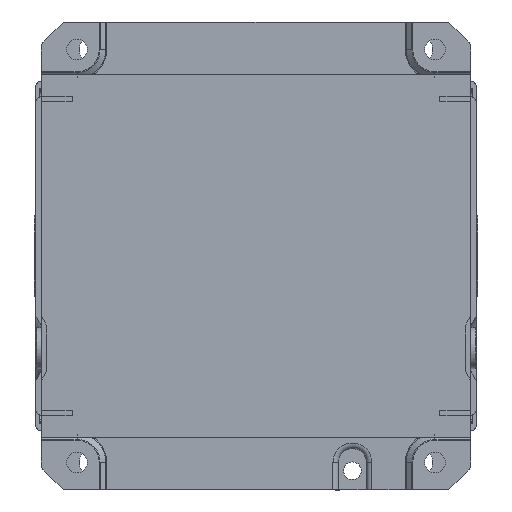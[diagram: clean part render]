
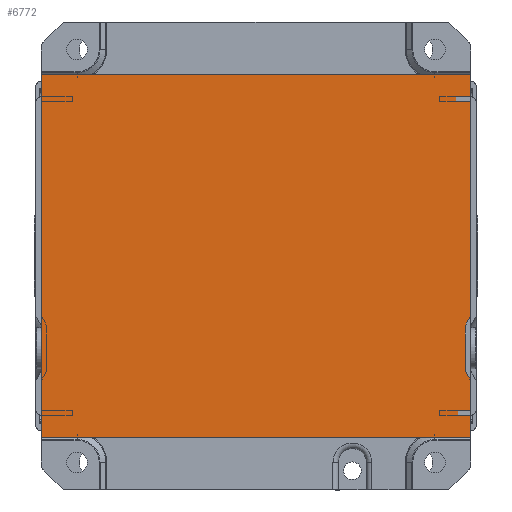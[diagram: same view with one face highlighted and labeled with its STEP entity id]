
A CAD part, front view. The second image highlights one B-rep face of the part: STEP entity #6772.
In plain terms, the highlighted planar face has unit normal (0, -1, 0).
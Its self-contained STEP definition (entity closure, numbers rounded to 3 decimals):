
#1546=PLANE('',#24034);
#2173=LINE('',#34292,#4509);
#2174=LINE('',#34295,#4510);
#2175=LINE('',#34297,#4511);
#2176=LINE('',#34299,#4512);
#4509=VECTOR('',#26975,1.);
#4510=VECTOR('',#26976,1.);
#4511=VECTOR('',#26977,1.);
#4512=VECTOR('',#26978,1.);
#6772=ADVANCED_FACE('',(#7737),#1546,.T.);
#7737=FACE_OUTER_BOUND('',#8591,.T.);
#8591=EDGE_LOOP('',(#10502,#10503,#10504,#10505));
#10502=ORIENTED_EDGE('',*,*,#19034,.T.);
#10503=ORIENTED_EDGE('',*,*,#19035,.T.);
#10504=ORIENTED_EDGE('',*,*,#19036,.T.);
#10505=ORIENTED_EDGE('',*,*,#19037,.T.);
#15865=VERTEX_POINT('',#34293);
#15866=VERTEX_POINT('',#34294);
#15867=VERTEX_POINT('',#34296);
#15868=VERTEX_POINT('',#34298);
#19034=EDGE_CURVE('',#15865,#15866,#2173,.T.);
#19035=EDGE_CURVE('',#15866,#15867,#2174,.T.);
#19036=EDGE_CURVE('',#15867,#15868,#2175,.T.);
#19037=EDGE_CURVE('',#15868,#15865,#2176,.T.);
#24034=AXIS2_PLACEMENT_3D('',#34300,#26979,#26980);
#26975=DIRECTION('',(0.,0.,-1.));
#26976=DIRECTION('',(1.,0.,0.));
#26977=DIRECTION('',(0.,0.,1.));
#26978=DIRECTION('',(-1.,0.,0.));
#26979=DIRECTION('',(0.,-1.,0.));
#26980=DIRECTION('',(0.,0.,-1.));
#34292=CARTESIAN_POINT('',(-282.959,-163.349,84.656));
#34293=CARTESIAN_POINT('',(-282.959,-163.349,92.656));
#34294=CARTESIAN_POINT('',(-282.959,-163.349,-39.344));
#34295=CARTESIAN_POINT('',(-282.959,-163.349,-39.344));
#34296=CARTESIAN_POINT('',(-126.959,-163.349,-39.344));
#34297=CARTESIAN_POINT('',(-126.959,-163.349,-31.344));
#34298=CARTESIAN_POINT('',(-126.959,-163.349,92.656));
#34299=CARTESIAN_POINT('',(-126.959,-163.349,92.656));
#34300=CARTESIAN_POINT('',(0.,-163.349,0.));
